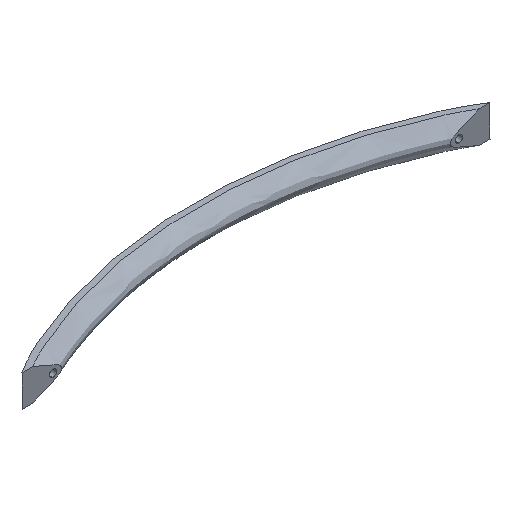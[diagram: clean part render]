
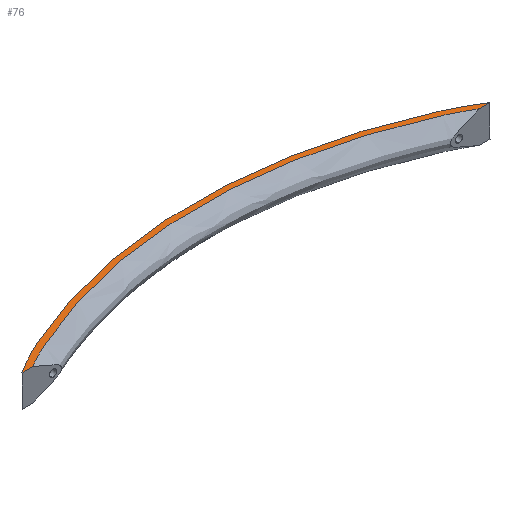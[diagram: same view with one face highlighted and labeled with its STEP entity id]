
A CAD part, isometric view. The second image highlights one B-rep face of the part: STEP entity #76.
In plain terms, the highlighted planar face has unit normal (0, 0, 1).
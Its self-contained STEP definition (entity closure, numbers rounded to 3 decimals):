
#12 = VERTEX_POINT ( 'NONE', #1237 ) ;
#47 = DIRECTION ( 'NONE',  ( 0., 0., 1. ) ) ;
#76 = ADVANCED_FACE ( 'NONE', ( #808 ), #610, .F. ) ;
#112 = DIRECTION ( 'NONE',  ( 0., 0., 1. ) ) ;
#114 = DIRECTION ( 'NONE',  ( 0., 0., 1. ) ) ;
#119 = EDGE_CURVE ( 'NONE', #12, #905, #684, .T. ) ;
#143 = VERTEX_POINT ( 'NONE', #912 ) ;
#160 = VERTEX_POINT ( 'NONE', #1100 ) ;
#174 = VECTOR ( 'NONE', #688, 1000. ) ;
#180 = CARTESIAN_POINT ( 'NONE',  ( 94.101, 5.965, 7.5 ) ) ;
#200 = CIRCLE ( 'NONE', #968, 112.491 ) ;
#211 = CARTESIAN_POINT ( 'NONE',  ( 94.601, 5.738, 7.5 ) ) ;
#214 = DIRECTION ( 'NONE',  ( 0., 0., 1. ) ) ;
#245 = CARTESIAN_POINT ( 'NONE',  ( 127.867, 0., 7.5 ) ) ;
#250 = VECTOR ( 'NONE', #405, 1000. ) ;
#252 = DIRECTION ( 'NONE',  ( 0., 0., 1. ) ) ;
#274 = EDGE_CURVE ( 'NONE', #1060, #677, #934, .T. ) ;
#284 = ORIENTED_EDGE ( 'NONE', *, *, #1332, .T. ) ;
#292 = VERTEX_POINT ( 'NONE', #1232 ) ;
#350 = ORIENTED_EDGE ( 'NONE', *, *, #119, .T. ) ;
#377 = EDGE_CURVE ( 'NONE', #990, #648, #1166, .T. ) ;
#378 = ORIENTED_EDGE ( 'NONE', *, *, #691, .T. ) ;
#394 = CARTESIAN_POINT ( 'NONE',  ( 95.716, 8.197, 7.5 ) ) ;
#405 = DIRECTION ( 'NONE',  ( -0.911, -0.413, 0. ) ) ;
#417 = VECTOR ( 'NONE', #1236, 1000. ) ;
#419 = EDGE_CURVE ( 'NONE', #627, #160, #577, .T. ) ;
#454 = CARTESIAN_POINT ( 'NONE',  ( -49.266, -94.256, 7.5 ) ) ;
#467 = CARTESIAN_POINT ( 'NONE',  ( 95.216, 8.424, 7.5 ) ) ;
#513 = VERTEX_POINT ( 'NONE', #467 ) ;
#522 = DIRECTION ( 'NONE',  ( -0.413, 0.911, 0. ) ) ;
#528 = VECTOR ( 'NONE', #1278, 1000. ) ;
#544 = EDGE_CURVE ( 'NONE', #143, #1060, #1164, .T. ) ;
#572 = CARTESIAN_POINT ( 'NONE',  ( -110.667, 0., 7.5 ) ) ;
#577 = CIRCLE ( 'NONE', #766, 109.791 ) ;
#589 = VERTEX_POINT ( 'NONE', #572 ) ;
#600 = CARTESIAN_POINT ( 'NONE',  ( 127.867, 0., 7.5 ) ) ;
#607 = DIRECTION ( 'NONE',  ( 0.716, 0.698, 0. ) ) ;
#608 = CIRCLE ( 'NONE', #908, 230.592 ) ;
#610 = PLANE ( 'NONE',  #1173 ) ;
#613 = CARTESIAN_POINT ( 'NONE',  ( 0., -201.592, 7.5 ) ) ;
#617 = DIRECTION ( 'NONE',  ( 0., 0., -1. ) ) ;
#624 = DIRECTION ( 'NONE',  ( -0.911, 0.413, 0. ) ) ;
#627 = VERTEX_POINT ( 'NONE', #906 ) ;
#648 = VERTEX_POINT ( 'NONE', #687 ) ;
#659 = CARTESIAN_POINT ( 'NONE',  ( 0., -201.592, 7.5 ) ) ;
#667 = CIRCLE ( 'NONE', #858, 109.791 ) ;
#672 = DIRECTION ( 'NONE',  ( -0.413, 0.911, 0. ) ) ;
#677 = VERTEX_POINT ( 'NONE', #394 ) ;
#684 = LINE ( 'NONE', #1007, #250 ) ;
#687 = CARTESIAN_POINT ( 'NONE',  ( -94.101, 5.965, 7.5 ) ) ;
#688 = DIRECTION ( 'NONE',  ( -0.911, 0.413, 0. ) ) ;
#691 = EDGE_CURVE ( 'NONE', #589, #160, #1212, .T. ) ;
#716 = CARTESIAN_POINT ( 'NONE',  ( 127.867, -17.601, 7.5 ) ) ;
#723 = LINE ( 'NONE', #211, #1054 ) ;
#756 = AXIS2_PLACEMENT_3D ( 'NONE', #1314, #821, #800 ) ;
#761 = EDGE_LOOP ( 'NONE', ( #284, #378, #1307, #1187, #993, #1112, #874, #1274, #1302, #1102, #832, #350 ) ) ;
#766 = AXIS2_PLACEMENT_3D ( 'NONE', #454, #47, #672 ) ;
#771 = EDGE_CURVE ( 'NONE', #143, #292, #667, .T. ) ;
#794 = LINE ( 'NONE', #1205, #174 ) ;
#800 = DIRECTION ( 'NONE',  ( 0.716, 0.698, 0. ) ) ;
#808 = FACE_OUTER_BOUND ( 'NONE', #761, .T. ) ;
#821 = DIRECTION ( 'NONE',  ( 0., 0., 1. ) ) ;
#825 = CARTESIAN_POINT ( 'NONE',  ( -94.101, 5.965, 7.5 ) ) ;
#832 = ORIENTED_EDGE ( 'NONE', *, *, #848, .T. ) ;
#848 = EDGE_CURVE ( 'NONE', #513, #12, #608, .T. ) ;
#858 = AXIS2_PLACEMENT_3D ( 'NONE', #1035, #114, #607 ) ;
#874 = ORIENTED_EDGE ( 'NONE', *, *, #771, .F. ) ;
#905 = VERTEX_POINT ( 'NONE', #1129 ) ;
#906 = CARTESIAN_POINT ( 'NONE',  ( -94.601, 5.738, 7.5 ) ) ;
#908 = AXIS2_PLACEMENT_3D ( 'NONE', #613, #214, #933 ) ;
#912 = CARTESIAN_POINT ( 'NONE',  ( 105.568, 0., 7.5 ) ) ;
#933 = DIRECTION ( 'NONE',  ( 0.413, 0.911, 0. ) ) ;
#934 = CIRCLE ( 'NONE', #756, 112.491 ) ;
#944 = EDGE_CURVE ( 'NONE', #648, #627, #1242, .T. ) ;
#962 = DIRECTION ( 'NONE',  ( 0.413, 0.911, 0. ) ) ;
#968 = AXIS2_PLACEMENT_3D ( 'NONE', #1033, #112, #522 ) ;
#986 = EDGE_CURVE ( 'NONE', #677, #513, #794, .T. ) ;
#990 = VERTEX_POINT ( 'NONE', #180 ) ;
#993 = ORIENTED_EDGE ( 'NONE', *, *, #377, .F. ) ;
#1007 = CARTESIAN_POINT ( 'NONE',  ( -95.216, 8.424, 7.5 ) ) ;
#1022 = CARTESIAN_POINT ( 'NONE',  ( 110.667, 0., 7.5 ) ) ;
#1033 = CARTESIAN_POINT ( 'NONE',  ( -49.266, -94.256, 7.5 ) ) ;
#1035 = CARTESIAN_POINT ( 'NONE',  ( 49.266, -94.256, 7.5 ) ) ;
#1054 = VECTOR ( 'NONE', #624, 1000. ) ;
#1060 = VERTEX_POINT ( 'NONE', #1022 ) ;
#1100 = CARTESIAN_POINT ( 'NONE',  ( -105.568, 0., 7.5 ) ) ;
#1102 = ORIENTED_EDGE ( 'NONE', *, *, #986, .T. ) ;
#1112 = ORIENTED_EDGE ( 'NONE', *, *, #1319, .F. ) ;
#1129 = CARTESIAN_POINT ( 'NONE',  ( -95.716, 8.197, 7.5 ) ) ;
#1164 = LINE ( 'NONE', #245, #528 ) ;
#1166 = CIRCLE ( 'NONE', #1230, 227.892 ) ;
#1173 = AXIS2_PLACEMENT_3D ( 'NONE', #716, #617, #1329 ) ;
#1187 = ORIENTED_EDGE ( 'NONE', *, *, #944, .F. ) ;
#1205 = CARTESIAN_POINT ( 'NONE',  ( 95.716, 8.197, 7.5 ) ) ;
#1212 = LINE ( 'NONE', #600, #1327 ) ;
#1230 = AXIS2_PLACEMENT_3D ( 'NONE', #659, #252, #962 ) ;
#1232 = CARTESIAN_POINT ( 'NONE',  ( 94.601, 5.738, 7.5 ) ) ;
#1236 = DIRECTION ( 'NONE',  ( -0.911, -0.413, 0. ) ) ;
#1237 = CARTESIAN_POINT ( 'NONE',  ( -95.216, 8.424, 7.5 ) ) ;
#1242 = LINE ( 'NONE', #825, #417 ) ;
#1274 = ORIENTED_EDGE ( 'NONE', *, *, #544, .T. ) ;
#1278 = DIRECTION ( 'NONE',  ( 1., 0., 0. ) ) ;
#1302 = ORIENTED_EDGE ( 'NONE', *, *, #274, .T. ) ;
#1307 = ORIENTED_EDGE ( 'NONE', *, *, #419, .F. ) ;
#1314 = CARTESIAN_POINT ( 'NONE',  ( 49.266, -94.256, 7.5 ) ) ;
#1319 = EDGE_CURVE ( 'NONE', #292, #990, #723, .T. ) ;
#1325 = DIRECTION ( 'NONE',  ( 1., 0., 0. ) ) ;
#1327 = VECTOR ( 'NONE', #1325, 1000. ) ;
#1329 = DIRECTION ( 'NONE',  ( -1., 0., 0. ) ) ;
#1332 = EDGE_CURVE ( 'NONE', #905, #589, #200, .T. ) ;
